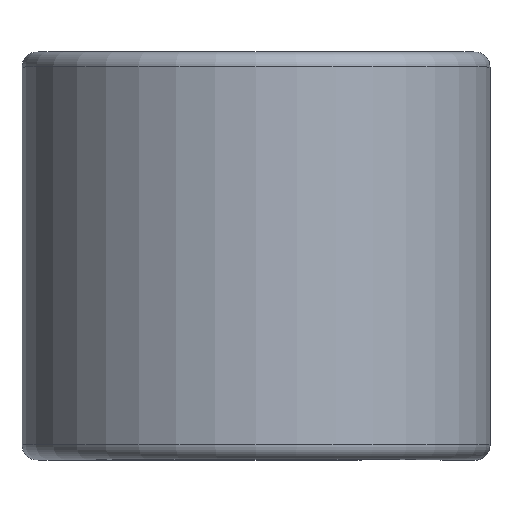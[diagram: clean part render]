
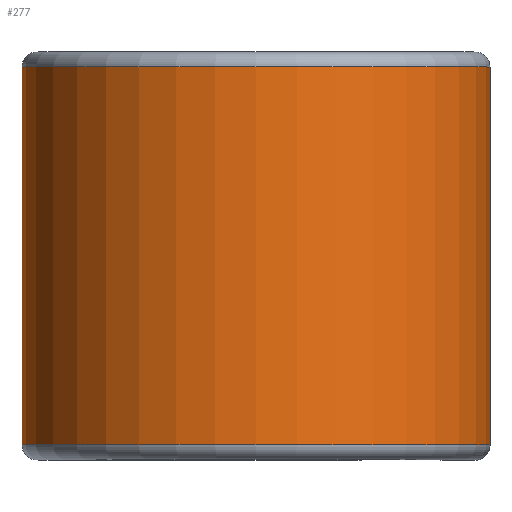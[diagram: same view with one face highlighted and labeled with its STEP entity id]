
A CAD part, top view. The second image highlights one B-rep face of the part: STEP entity #277.
In plain terms, the highlighted cylindrical face has radius 11.836 mm (diameter 23.673 mm), a partial arc.
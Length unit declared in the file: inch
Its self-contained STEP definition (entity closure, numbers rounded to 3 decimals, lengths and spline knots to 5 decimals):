
#21 = CARTESIAN_POINT ( 'NONE',  ( 0.466, -0.37625, 0. ) ) ;
#119 = CARTESIAN_POINT ( 'NONE',  ( 0., 0.37625, 0. ) ) ;
#134 = ORIENTED_EDGE ( 'NONE', *, *, #2218, .T. ) ;
#139 = EDGE_CURVE ( 'NONE', #574, #1144, #1373, .T. ) ;
#152 = DIRECTION ( 'NONE',  ( 0., 0., -1. ) ) ;
#277 = ADVANCED_FACE ( 'NONE', ( #1351 ), #1777, .T. ) ;
#357 = EDGE_CURVE ( 'NONE', #1120, #1790, #1963, .T. ) ;
#410 = AXIS2_PLACEMENT_3D ( 'NONE', #2178, #980, #1133 ) ;
#435 = CARTESIAN_POINT ( 'NONE',  ( 0., 0.37625, -0.466 ) ) ;
#456 = LINE ( 'NONE', #1001, #824 ) ;
#532 = EDGE_CURVE ( 'NONE', #1144, #1790, #1737, .T. ) ;
#574 = VERTEX_POINT ( 'NONE', #21 ) ;
#588 = DIRECTION ( 'NONE',  ( 0., 1., 0. ) ) ;
#639 = CARTESIAN_POINT ( 'NONE',  ( 0., -0.37625, -0.466 ) ) ;
#799 = AXIS2_PLACEMENT_3D ( 'NONE', #119, #1115, #152 ) ;
#824 = VECTOR ( 'NONE', #2039, 39.37008 ) ;
#880 = CARTESIAN_POINT ( 'NONE',  ( 0., -0.37625, 0. ) ) ;
#952 = ORIENTED_EDGE ( 'NONE', *, *, #139, .F. ) ;
#980 = DIRECTION ( 'NONE',  ( 0., -1., 0. ) ) ;
#1001 = CARTESIAN_POINT ( 'NONE',  ( 0.466, 0.37625, 0. ) ) ;
#1057 = DIRECTION ( 'NONE',  ( 0., 0., -1. ) ) ;
#1115 = DIRECTION ( 'NONE',  ( 0., -1., 0. ) ) ;
#1120 = VERTEX_POINT ( 'NONE', #1669 ) ;
#1133 = DIRECTION ( 'NONE',  ( 0., 0., -1. ) ) ;
#1144 = VERTEX_POINT ( 'NONE', #639 ) ;
#1351 = FACE_OUTER_BOUND ( 'NONE', #1688, .T. ) ;
#1373 = CIRCLE ( 'NONE', #1940, 0.466 ) ;
#1481 = CARTESIAN_POINT ( 'NONE',  ( 0., 0.37625, -0.466 ) ) ;
#1669 = CARTESIAN_POINT ( 'NONE',  ( 0.466, 0.37625, 0. ) ) ;
#1670 = ORIENTED_EDGE ( 'NONE', *, *, #532, .F. ) ;
#1688 = EDGE_LOOP ( 'NONE', ( #134, #1772, #1670, #952 ) ) ;
#1705 = VECTOR ( 'NONE', #588, 39.37008 ) ;
#1737 = LINE ( 'NONE', #1481, #1705 ) ;
#1772 = ORIENTED_EDGE ( 'NONE', *, *, #357, .T. ) ;
#1777 = CYLINDRICAL_SURFACE ( 'NONE', #410, 0.466 ) ;
#1790 = VERTEX_POINT ( 'NONE', #435 ) ;
#1940 = AXIS2_PLACEMENT_3D ( 'NONE', #880, #2314, #1057 ) ;
#1963 = CIRCLE ( 'NONE', #799, 0.466 ) ;
#2039 = DIRECTION ( 'NONE',  ( 0., 1., 0. ) ) ;
#2178 = CARTESIAN_POINT ( 'NONE',  ( 0., 0.375, 0. ) ) ;
#2218 = EDGE_CURVE ( 'NONE', #574, #1120, #456, .T. ) ;
#2314 = DIRECTION ( 'NONE',  ( 0., -1., 0. ) ) ;
